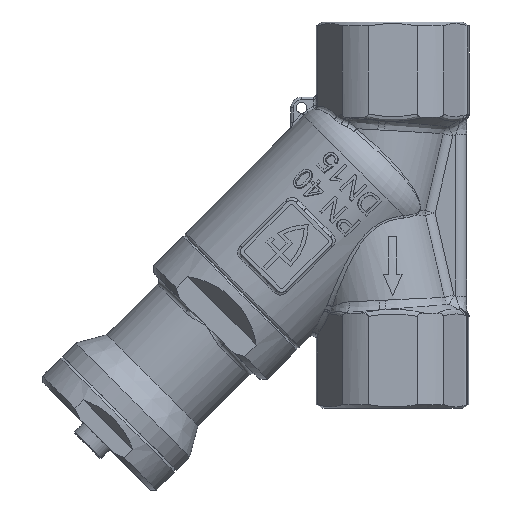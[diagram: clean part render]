
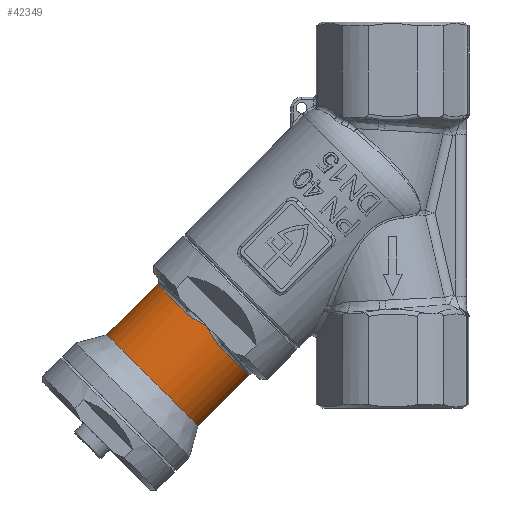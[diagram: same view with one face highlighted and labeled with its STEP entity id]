
A CAD part, left-side view. The second image highlights one B-rep face of the part: STEP entity #42349.
In plain terms, the highlighted cylindrical face has radius 12 mm (diameter 24 mm), a partial arc.
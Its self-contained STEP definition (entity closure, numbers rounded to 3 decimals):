
#1536 = CARTESIAN_POINT ( 'NONE',  ( -12., 34.648, -34.648 ) ) ;
#3142 = CARTESIAN_POINT ( 'NONE',  ( 0., 19.799, -19.799 ) ) ;
#3238 = CARTESIAN_POINT ( 'NONE',  ( -11.077, 38.619, -32.092 ) ) ;
#4883 = CIRCLE ( 'NONE', #9447, 12. ) ;
#5510 = EDGE_CURVE ( 'NONE', #32430, #28918, #49775, .T. ) ;
#6450 = CARTESIAN_POINT ( 'NONE',  ( 0., 35.355, -35.355 ) ) ;
#7070 = ORIENTED_EDGE ( 'NONE', *, *, #29143, .T. ) ;
#8234 = ORIENTED_EDGE ( 'NONE', *, *, #48630, .T. ) ;
#9447 = AXIS2_PLACEMENT_3D ( 'NONE', #6450, #41318, #23790 ) ;
#10120 = CARTESIAN_POINT ( 'NONE',  ( -11.981, 34.264, -35.363 ) ) ;
#10409 = CARTESIAN_POINT ( 'NONE',  ( -11.234, 32.358, -38.353 ) ) ;
#12850 = EDGE_CURVE ( 'NONE', #33180, #49672, #43515, .T. ) ;
#13388 = DIRECTION ( 'NONE',  ( 0., -0.707, 0.707 ) ) ;
#13765 = DIRECTION ( 'NONE',  ( 0., 0.707, -0.707 ) ) ;
#13974 = CARTESIAN_POINT ( 'NONE',  ( 0., 44.763, -44.763 ) ) ;
#14158 = CARTESIAN_POINT ( 'NONE',  ( -11.601, 33.05, -37.427 ) ) ;
#14670 = CIRCLE ( 'NONE', #17402, 12. ) ;
#15251 = VECTOR ( 'NONE', #19581, 1000. ) ;
#15552 = CARTESIAN_POINT ( 'NONE',  ( -11.601, 37.427, -33.05 ) ) ;
#16210 = ORIENTED_EDGE ( 'NONE', *, *, #24549, .T. ) ;
#16602 = DIRECTION ( 'NONE',  ( 0., -0.707, 0.707 ) ) ;
#17402 = AXIS2_PLACEMENT_3D ( 'NONE', #13974, #13388, #48529 ) ;
#18072 = CARTESIAN_POINT ( 'NONE',  ( 0., 28.284, -11.314 ) ) ;
#18438 = CARTESIAN_POINT ( 'NONE',  ( -12., 34.648, -34.648 ) ) ;
#18651 = DIRECTION ( 'NONE',  ( 0., -0.707, 0.707 ) ) ;
#18998 = CARTESIAN_POINT ( 'NONE',  ( -12., 35.363, -34.264 ) ) ;
#19581 = DIRECTION ( 'NONE',  ( 0., -0.707, 0.707 ) ) ;
#19730 = FACE_OUTER_BOUND ( 'NONE', #31207, .T. ) ;
#19849 = CARTESIAN_POINT ( 'NONE',  ( 0., 11.314, -28.284 ) ) ;
#20610 = EDGE_CURVE ( 'NONE', #49891, #32430, #32028, .T. ) ;
#21636 = AXIS2_PLACEMENT_3D ( 'NONE', #40593, #13765, #53167 ) ;
#22366 = CARTESIAN_POINT ( 'NONE',  ( -11.077, 32.092, -38.619 ) ) ;
#22644 = CARTESIAN_POINT ( 'NONE',  ( -11.369, 32.597, -38.056 ) ) ;
#23790 = DIRECTION ( 'NONE',  ( 0., 0.707, 0.707 ) ) ;
#24549 = EDGE_CURVE ( 'NONE', #33180, #46991, #14670, .T. ) ;
#24733 = CARTESIAN_POINT ( 'NONE',  ( -11.077, 38.619, -32.092 ) ) ;
#25568 = CARTESIAN_POINT ( 'NONE',  ( 0., 26.87, -43.841 ) ) ;
#27724 = CARTESIAN_POINT ( 'NONE',  ( -11.849, 33.677, -36.414 ) ) ;
#28317 = LINE ( 'NONE', #19849, #15251 ) ;
#28918 = VERTEX_POINT ( 'NONE', #24733 ) ;
#29072 = CARTESIAN_POINT ( 'NONE',  ( 0., 36.277, -53.248 ) ) ;
#29143 = EDGE_CURVE ( 'NONE', #43699, #49891, #4883, .T. ) ;
#31207 = EDGE_LOOP ( 'NONE', ( #52186, #16210, #31771, #7070, #39039, #46233, #8234 ) ) ;
#31537 = CIRCLE ( 'NONE', #21636, 12. ) ;
#31771 = ORIENTED_EDGE ( 'NONE', *, *, #47854, .T. ) ;
#32028 = B_SPLINE_CURVE_WITH_KNOTS ( 'NONE', 3,
 ( #22366, #10409, #22644, #14158, #53833, #27724, #44997, #10120, #32204, #18438 ),
 .UNSPECIFIED., .F., .F.,
 ( 4, 2, 2, 2, 4 ),
 ( 0., 0.001, 0.002, 0.004, 0.005 ),
 .UNSPECIFIED. ) ;
#32204 = CARTESIAN_POINT ( 'NONE',  ( -12., 34.457, -35.004 ) ) ;
#32430 = VERTEX_POINT ( 'NONE', #48765 ) ;
#33180 = VERTEX_POINT ( 'NONE', #41446 ) ;
#36229 = CARTESIAN_POINT ( 'NONE',  ( -11.925, 36.075, -33.882 ) ) ;
#36958 = CYLINDRICAL_SURFACE ( 'NONE', #55588, 12. ) ;
#38960 = VECTOR ( 'NONE', #18651, 1000. ) ;
#39039 = ORIENTED_EDGE ( 'NONE', *, *, #20610, .T. ) ;
#40593 = CARTESIAN_POINT ( 'NONE',  ( 0., 35.355, -35.355 ) ) ;
#41318 = DIRECTION ( 'NONE',  ( 0., 0.707, -0.707 ) ) ;
#41446 = CARTESIAN_POINT ( 'NONE',  ( 0., 53.248, -36.277 ) ) ;
#41554 = CARTESIAN_POINT ( 'NONE',  ( -11.369, 38.056, -32.597 ) ) ;
#42349 = ADVANCED_FACE ( 'NONE', ( #19730 ), #36958, .T. ) ;
#43515 = LINE ( 'NONE', #18072, #38960 ) ;
#43699 = VERTEX_POINT ( 'NONE', #25568 ) ;
#44633 = CARTESIAN_POINT ( 'NONE',  ( -11.077, 32.092, -38.619 ) ) ;
#44997 = CARTESIAN_POINT ( 'NONE',  ( -11.906, 33.874, -36.067 ) ) ;
#46233 = ORIENTED_EDGE ( 'NONE', *, *, #5510, .T. ) ;
#46887 = DIRECTION ( 'NONE',  ( 0., -0.707, -0.707 ) ) ;
#46991 = VERTEX_POINT ( 'NONE', #29072 ) ;
#47854 = EDGE_CURVE ( 'NONE', #46991, #43699, #28317, .T. ) ;
#48529 = DIRECTION ( 'NONE',  ( 0., -0.707, -0.707 ) ) ;
#48630 = EDGE_CURVE ( 'NONE', #28918, #49672, #31537, .T. ) ;
#48765 = CARTESIAN_POINT ( 'NONE',  ( -12., 34.648, -34.648 ) ) ;
#49672 = VERTEX_POINT ( 'NONE', #51193 ) ;
#49775 = B_SPLINE_CURVE_WITH_KNOTS ( 'NONE', 3,
 ( #1536, #18998, #36229, #53568, #15552, #41554, #54971, #3238 ),
 .UNSPECIFIED., .F., .F.,
 ( 4, 2, 2, 4 ),
 ( 0., 0.002, 0.004, 0.005 ),
 .UNSPECIFIED. ) ;
#49891 = VERTEX_POINT ( 'NONE', #44633 ) ;
#51193 = CARTESIAN_POINT ( 'NONE',  ( 0., 43.841, -26.87 ) ) ;
#52186 = ORIENTED_EDGE ( 'NONE', *, *, #12850, .F. ) ;
#53167 = DIRECTION ( 'NONE',  ( 0., 0.707, 0.707 ) ) ;
#53568 = CARTESIAN_POINT ( 'NONE',  ( -11.697, 37.093, -33.265 ) ) ;
#53833 = CARTESIAN_POINT ( 'NONE',  ( -11.697, 33.265, -37.093 ) ) ;
#54971 = CARTESIAN_POINT ( 'NONE',  ( -11.234, 38.353, -32.358 ) ) ;
#55588 = AXIS2_PLACEMENT_3D ( 'NONE', #3142, #16602, #46887 ) ;
